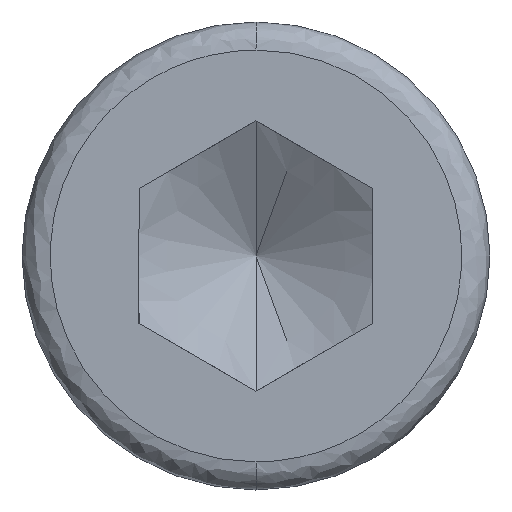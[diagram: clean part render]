
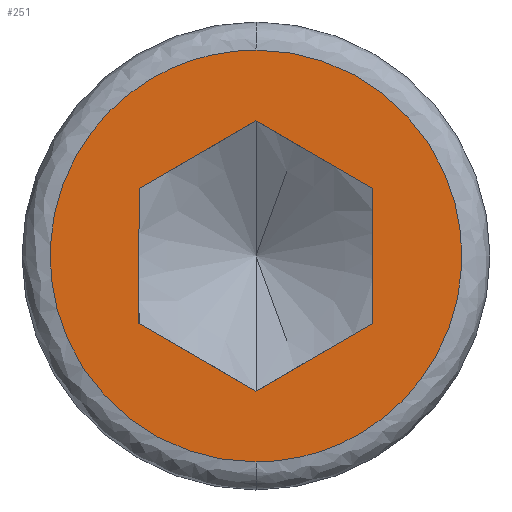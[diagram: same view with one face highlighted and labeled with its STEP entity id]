
A CAD part, left-side view. The second image highlights one B-rep face of the part: STEP entity #251.
In plain terms, the highlighted planar face has unit normal (-1, 0, 0).
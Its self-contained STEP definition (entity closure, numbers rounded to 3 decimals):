
#14 = ORIENTED_EDGE ( 'NONE', *, *, #284, .T. ) ;
#21 = DIRECTION ( 'NONE',  ( 0., -0.866, 0.5 ) ) ;
#22 = VECTOR ( 'NONE', #302, 1000. ) ;
#23 = EDGE_LOOP ( 'NONE', ( #107, #593 ) ) ;
#26 = CARTESIAN_POINT ( 'NONE',  ( -6., 0., 4.4 ) ) ;
#32 = VECTOR ( 'NONE', #524, 1000. ) ;
#44 = EDGE_CURVE ( 'NONE', #143, #292, #106, .T. ) ;
#53 = VERTEX_POINT ( 'NONE', #26 ) ;
#55 = CARTESIAN_POINT ( 'NONE',  ( -6., 0., 4.4 ) ) ;
#61 = VERTEX_POINT ( 'NONE', #446 ) ;
#63 = CARTESIAN_POINT ( 'NONE',  ( -6., 0., -2.887 ) ) ;
#64 = AXIS2_PLACEMENT_3D ( 'NONE', #394, #255, #252 ) ;
#103 =( BOUNDED_CURVE ( )  B_SPLINE_CURVE ( 3, ( #571, #243, #529, #55 ),
 .UNSPECIFIED., .F., .F. ) 
 B_SPLINE_CURVE_WITH_KNOTS ( ( 4, 4 ),
 ( 0.75, 1.25 ),
 .UNSPECIFIED. ) 
 CURVE ( )  GEOMETRIC_REPRESENTATION_ITEM ( )  RATIONAL_B_SPLINE_CURVE ( ( 1., 0.333, 0.333, 1. ) ) 
 REPRESENTATION_ITEM ( '' )  );
#105 = LINE ( 'NONE', #432, #22 ) ;
#106 = LINE ( 'NONE', #501, #272 ) ;
#107 = ORIENTED_EDGE ( 'NONE', *, *, #211, .F. ) ;
#112 = ORIENTED_EDGE ( 'NONE', *, *, #530, .T. ) ;
#113 = CARTESIAN_POINT ( 'NONE',  ( -6., 2.5, -1.443 ) ) ;
#127 = CARTESIAN_POINT ( 'NONE',  ( -6., 0., -4.4 ) ) ;
#137 = VERTEX_POINT ( 'NONE', #227 ) ;
#143 = VERTEX_POINT ( 'NONE', #600 ) ;
#152 = LINE ( 'NONE', #194, #32 ) ;
#165 = VECTOR ( 'NONE', #522, 1000. ) ;
#171 = EDGE_CURVE ( 'NONE', #61, #137, #152, .T. ) ;
#178 = LINE ( 'NONE', #374, #362 ) ;
#194 = CARTESIAN_POINT ( 'NONE',  ( -6., 0., 2.887 ) ) ;
#197 = PLANE ( 'NONE',  #64 ) ;
#209 = EDGE_CURVE ( 'NONE', #137, #143, #420, .T. ) ;
#211 = EDGE_CURVE ( 'NONE', #430, #53, #103, .T. ) ;
#221 =( BOUNDED_CURVE ( )  B_SPLINE_CURVE ( 3, ( #481, #351, #531, #300 ),
 .UNSPECIFIED., .F., .F. ) 
 B_SPLINE_CURVE_WITH_KNOTS ( ( 4, 4 ),
 ( 0.25, 0.75 ),
 .UNSPECIFIED. ) 
 CURVE ( )  GEOMETRIC_REPRESENTATION_ITEM ( )  RATIONAL_B_SPLINE_CURVE ( ( 1., 0.333, 0.333, 1. ) ) 
 REPRESENTATION_ITEM ( '' )  );
#227 = CARTESIAN_POINT ( 'NONE',  ( -6., -2.5, 1.443 ) ) ;
#243 = CARTESIAN_POINT ( 'NONE',  ( -6., 8.8, -4.4 ) ) ;
#251 = ADVANCED_FACE ( 'NONE', ( #557, #408 ), #197, .T. ) ;
#252 = DIRECTION ( 'NONE',  ( 0., 0., 1. ) ) ;
#255 = DIRECTION ( 'NONE',  ( -1., 0., 0. ) ) ;
#265 = VECTOR ( 'NONE', #21, 1000. ) ;
#272 = VECTOR ( 'NONE', #405, 1000. ) ;
#281 = ORIENTED_EDGE ( 'NONE', *, *, #171, .T. ) ;
#284 = EDGE_CURVE ( 'NONE', #292, #314, #105, .T. ) ;
#292 = VERTEX_POINT ( 'NONE', #63 ) ;
#297 = EDGE_CURVE ( 'NONE', #53, #430, #221, .T. ) ;
#300 = CARTESIAN_POINT ( 'NONE',  ( -6., 0., -4.4 ) ) ;
#302 = DIRECTION ( 'NONE',  ( 0., 0.866, 0.5 ) ) ;
#314 = VERTEX_POINT ( 'NONE', #113 ) ;
#351 = CARTESIAN_POINT ( 'NONE',  ( -6., -8.8, 4.4 ) ) ;
#357 = ORIENTED_EDGE ( 'NONE', *, *, #209, .T. ) ;
#362 = VECTOR ( 'NONE', #417, 1000. ) ;
#374 = CARTESIAN_POINT ( 'NONE',  ( -6., 2.5, 0. ) ) ;
#386 = EDGE_CURVE ( 'NONE', #569, #61, #434, .T. ) ;
#394 = CARTESIAN_POINT ( 'NONE',  ( -6., 3.943, 0. ) ) ;
#398 = CARTESIAN_POINT ( 'NONE',  ( -6., 2.5, 1.443 ) ) ;
#405 = DIRECTION ( 'NONE',  ( 0., 0.866, -0.5 ) ) ;
#408 = FACE_OUTER_BOUND ( 'NONE', #23, .T. ) ;
#417 = DIRECTION ( 'NONE',  ( 0., 0., 1. ) ) ;
#420 = LINE ( 'NONE', #562, #165 ) ;
#430 = VERTEX_POINT ( 'NONE', #127 ) ;
#432 = CARTESIAN_POINT ( 'NONE',  ( -6., 0., -2.887 ) ) ;
#434 = LINE ( 'NONE', #398, #265 ) ;
#446 = CARTESIAN_POINT ( 'NONE',  ( -6., 0., 2.887 ) ) ;
#464 = CARTESIAN_POINT ( 'NONE',  ( -6., 2.5, 1.443 ) ) ;
#481 = CARTESIAN_POINT ( 'NONE',  ( -6., 0., 4.4 ) ) ;
#501 = CARTESIAN_POINT ( 'NONE',  ( -6., -2.5, -1.443 ) ) ;
#522 = DIRECTION ( 'NONE',  ( 0., 0., -1. ) ) ;
#524 = DIRECTION ( 'NONE',  ( 0., -0.866, -0.5 ) ) ;
#529 = CARTESIAN_POINT ( 'NONE',  ( -6., 8.8, 4.4 ) ) ;
#530 = EDGE_CURVE ( 'NONE', #314, #569, #178, .T. ) ;
#531 = CARTESIAN_POINT ( 'NONE',  ( -6., -8.8, -4.4 ) ) ;
#540 = ORIENTED_EDGE ( 'NONE', *, *, #44, .T. ) ;
#557 = FACE_BOUND ( 'NONE', #560, .T. ) ;
#560 = EDGE_LOOP ( 'NONE', ( #540, #14, #112, #602, #281, #357 ) ) ;
#562 = CARTESIAN_POINT ( 'NONE',  ( -6., -2.5, 0. ) ) ;
#569 = VERTEX_POINT ( 'NONE', #464 ) ;
#571 = CARTESIAN_POINT ( 'NONE',  ( -6., 0., -4.4 ) ) ;
#593 = ORIENTED_EDGE ( 'NONE', *, *, #297, .F. ) ;
#600 = CARTESIAN_POINT ( 'NONE',  ( -6., -2.5, -1.443 ) ) ;
#602 = ORIENTED_EDGE ( 'NONE', *, *, #386, .T. ) ;
